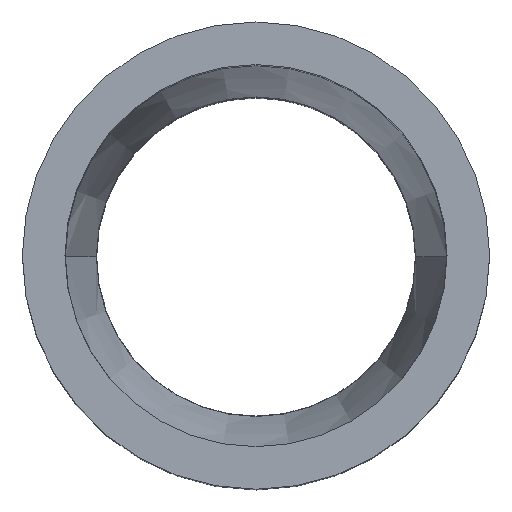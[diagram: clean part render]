
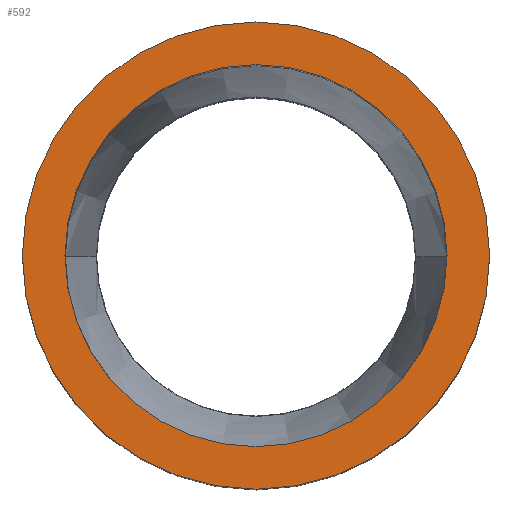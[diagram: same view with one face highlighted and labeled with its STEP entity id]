
A CAD part, top view. The second image highlights one B-rep face of the part: STEP entity #592.
In plain terms, the highlighted planar face has unit normal (0, 0, 1).
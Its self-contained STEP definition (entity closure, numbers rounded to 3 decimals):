
#8 = ORIENTED_EDGE ( 'NONE', *, *, #95, .F. ) ;
#15 = CARTESIAN_POINT ( 'NONE',  ( -36.8, 0., 100.487 ) ) ;
#18 = AXIS2_PLACEMENT_3D ( 'NONE', #274, #426, #333 ) ;
#20 = DIRECTION ( 'NONE',  ( -1., 0., 0. ) ) ;
#29 = DIRECTION ( 'NONE',  ( 0., 0., 1. ) ) ;
#38 = CIRCLE ( 'NONE', #634, 36.8 ) ;
#93 = CARTESIAN_POINT ( 'NONE',  ( -45., 0., 100.487 ) ) ;
#95 = EDGE_CURVE ( 'NONE', #286, #598, #346, .T. ) ;
#103 = AXIS2_PLACEMENT_3D ( 'NONE', #227, #29, #640 ) ;
#114 = ORIENTED_EDGE ( 'NONE', *, *, #120, .F. ) ;
#119 = CARTESIAN_POINT ( 'NONE',  ( 45., 0., 100.487 ) ) ;
#120 = EDGE_CURVE ( 'NONE', #598, #286, #435, .T. ) ;
#155 = EDGE_LOOP ( 'NONE', ( #511, #184 ) ) ;
#173 = CARTESIAN_POINT ( 'NONE',  ( 0., 0., 100.487 ) ) ;
#184 = ORIENTED_EDGE ( 'NONE', *, *, #454, .T. ) ;
#217 = DIRECTION ( 'NONE',  ( -1., 0., 0. ) ) ;
#223 = AXIS2_PLACEMENT_3D ( 'NONE', #512, #521, #20 ) ;
#227 = CARTESIAN_POINT ( 'NONE',  ( -36.8, 0., 100.487 ) ) ;
#274 = CARTESIAN_POINT ( 'NONE',  ( 0., 0., 100.487 ) ) ;
#286 = VERTEX_POINT ( 'NONE', #93 ) ;
#307 = VERTEX_POINT ( 'NONE', #653 ) ;
#333 = DIRECTION ( 'NONE',  ( -1., 0., 0. ) ) ;
#346 = CIRCLE ( 'NONE', #18, 45. ) ;
#383 = EDGE_CURVE ( 'NONE', #409, #307, #624, .T. ) ;
#384 = DIRECTION ( 'NONE',  ( 0., 0., -1. ) ) ;
#409 = VERTEX_POINT ( 'NONE', #15 ) ;
#426 = DIRECTION ( 'NONE',  ( 0., 0., -1. ) ) ;
#434 = DIRECTION ( 'NONE',  ( -1., 0., 0. ) ) ;
#435 = CIRCLE ( 'NONE', #536, 45. ) ;
#454 = EDGE_CURVE ( 'NONE', #307, #409, #38, .T. ) ;
#477 = FACE_OUTER_BOUND ( 'NONE', #614, .T. ) ;
#511 = ORIENTED_EDGE ( 'NONE', *, *, #383, .T. ) ;
#512 = CARTESIAN_POINT ( 'NONE',  ( 0., 0., 100.487 ) ) ;
#517 = CARTESIAN_POINT ( 'NONE',  ( 0., 0., 100.487 ) ) ;
#521 = DIRECTION ( 'NONE',  ( 0., 0., -1. ) ) ;
#532 = PLANE ( 'NONE',  #103 ) ;
#535 = FACE_BOUND ( 'NONE', #155, .T. ) ;
#536 = AXIS2_PLACEMENT_3D ( 'NONE', #173, #384, #434 ) ;
#561 = DIRECTION ( 'NONE',  ( 0., 0., -1. ) ) ;
#592 = ADVANCED_FACE ( 'NONE', ( #535, #477 ), #532, .T. ) ;
#598 = VERTEX_POINT ( 'NONE', #119 ) ;
#614 = EDGE_LOOP ( 'NONE', ( #8, #114 ) ) ;
#624 = CIRCLE ( 'NONE', #223, 36.8 ) ;
#634 = AXIS2_PLACEMENT_3D ( 'NONE', #517, #561, #217 ) ;
#640 = DIRECTION ( 'NONE',  ( 1., 0., 0. ) ) ;
#653 = CARTESIAN_POINT ( 'NONE',  ( 36.8, 0., 100.487 ) ) ;
